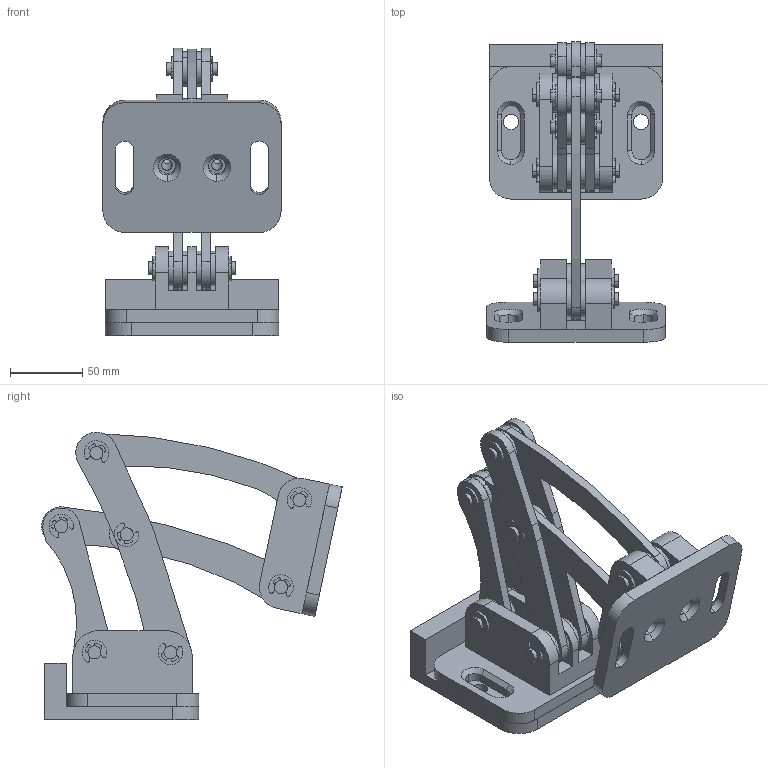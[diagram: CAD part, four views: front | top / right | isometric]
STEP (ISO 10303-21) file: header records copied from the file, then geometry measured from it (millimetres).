
FILE_DESCRIPTION(('FreeCAD Model'),'2;1');
FILE_NAME('Open CASCADE Shape Model','2025-05-03T19:34:48',('FreeCAD'),( 'FreeCAD'),'Open CASCADE STEP processor 7.6','FreeCAD','Unknown');
FILE_SCHEMA(('AUTOMOTIVE_DESIGN { 1 0 10303 214 1 1 1 1 }'));
Length unit declared in the file: millimetre
Products named in the file (1): Open CASCADE STEP translator 7.6 1
Bounding box: 122.88 x 207.37 x 198.35 mm (x, y, z)
Volume: 723741.4 mm3; surface area: 231953.3 mm2
Topology: 50 solids, 50 shells, 868 faces, 2196 edges, 1454 vertices
Faces by surface type: bspline 868
Entity records: 25935 total; most frequent: CARTESIAN_POINT 13599, ORIENTED_EDGE 4384, EDGE_CURVE 2192, VERTEX_POINT 1454, B_SPLINE_CURVE_WITH_KNOTS 1030, FACE_BOUND 1008, EDGE_LOOP 1008, ADVANCED_FACE 868
